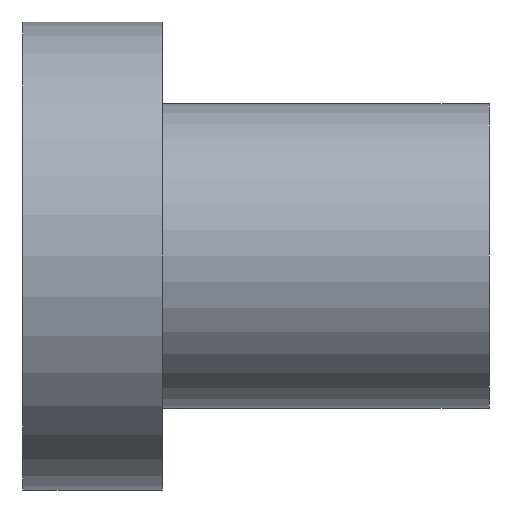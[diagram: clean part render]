
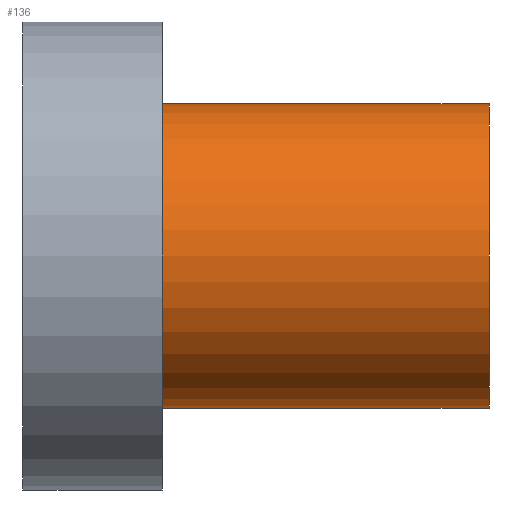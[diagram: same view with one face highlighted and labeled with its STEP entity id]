
A CAD part, left-side view. The second image highlights one B-rep face of the part: STEP entity #136.
In plain terms, the highlighted cylindrical face has radius 2.58 mm (diameter 5.16 mm), a partial arc.
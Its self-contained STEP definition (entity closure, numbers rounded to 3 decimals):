
#10 = VECTOR ( 'NONE', #381, 1000. ) ;
#13 = ORIENTED_EDGE ( 'NONE', *, *, #73, .F. ) ;
#14 = CARTESIAN_POINT ( 'NONE',  ( 0., 5.53, 0. ) ) ;
#55 = EDGE_LOOP ( 'NONE', ( #13, #446, #387, #347 ) ) ;
#61 = DIRECTION ( 'NONE',  ( 0., 1., 0. ) ) ;
#73 = EDGE_CURVE ( 'NONE', #123, #360, #417, .T. ) ;
#107 = CARTESIAN_POINT ( 'NONE',  ( 0., 0., 0. ) ) ;
#123 = VERTEX_POINT ( 'NONE', #237 ) ;
#130 = CYLINDRICAL_SURFACE ( 'NONE', #310, 2.58 ) ;
#136 = ADVANCED_FACE ( 'NONE', ( #242 ), #130, .T. ) ;
#153 = LINE ( 'NONE', #364, #370 ) ;
#159 = CARTESIAN_POINT ( 'NONE',  ( 0., 0., -2.58 ) ) ;
#218 = DIRECTION ( 'NONE',  ( 0., 0., 1. ) ) ;
#223 = EDGE_CURVE ( 'NONE', #360, #391, #485, .T. ) ;
#224 = AXIS2_PLACEMENT_3D ( 'NONE', #14, #465, #254 ) ;
#234 = DIRECTION ( 'NONE',  ( 0., 0., 1. ) ) ;
#237 = CARTESIAN_POINT ( 'NONE',  ( 0., 0., -2.58 ) ) ;
#239 = CARTESIAN_POINT ( 'NONE',  ( 0., 5.53, -2.58 ) ) ;
#242 = FACE_OUTER_BOUND ( 'NONE', #55, .T. ) ;
#243 = VERTEX_POINT ( 'NONE', #468 ) ;
#252 = AXIS2_PLACEMENT_3D ( 'NONE', #107, #265, #218 ) ;
#254 = DIRECTION ( 'NONE',  ( 0., 0., 1. ) ) ;
#265 = DIRECTION ( 'NONE',  ( 0., 1., 0. ) ) ;
#307 = DIRECTION ( 'NONE',  ( 0., 1., 0. ) ) ;
#310 = AXIS2_PLACEMENT_3D ( 'NONE', #454, #307, #234 ) ;
#347 = ORIENTED_EDGE ( 'NONE', *, *, #223, .F. ) ;
#360 = VERTEX_POINT ( 'NONE', #239 ) ;
#364 = CARTESIAN_POINT ( 'NONE',  ( 0., 0., 2.58 ) ) ;
#370 = VECTOR ( 'NONE', #61, 1000. ) ;
#381 = DIRECTION ( 'NONE',  ( 0., 1., 0. ) ) ;
#385 = CARTESIAN_POINT ( 'NONE',  ( 0., 5.53, 2.58 ) ) ;
#387 = ORIENTED_EDGE ( 'NONE', *, *, #437, .T. ) ;
#391 = VERTEX_POINT ( 'NONE', #385 ) ;
#416 = CIRCLE ( 'NONE', #252, 2.58 ) ;
#417 = LINE ( 'NONE', #159, #10 ) ;
#437 = EDGE_CURVE ( 'NONE', #243, #391, #153, .T. ) ;
#446 = ORIENTED_EDGE ( 'NONE', *, *, #449, .T. ) ;
#449 = EDGE_CURVE ( 'NONE', #123, #243, #416, .T. ) ;
#454 = CARTESIAN_POINT ( 'NONE',  ( 0., 0., 0. ) ) ;
#465 = DIRECTION ( 'NONE',  ( 0., 1., 0. ) ) ;
#468 = CARTESIAN_POINT ( 'NONE',  ( 0., 0., 2.58 ) ) ;
#485 = CIRCLE ( 'NONE', #224, 2.58 ) ;
